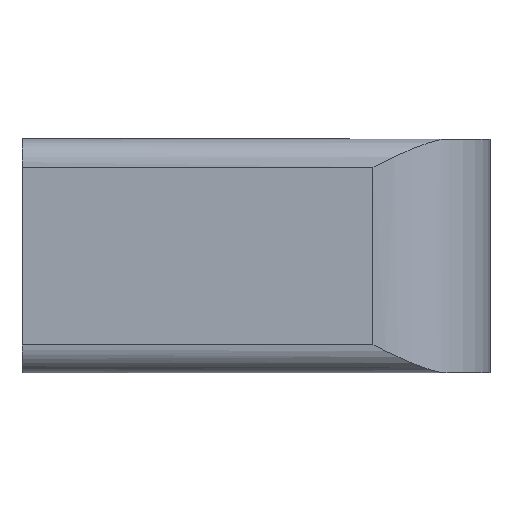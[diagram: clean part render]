
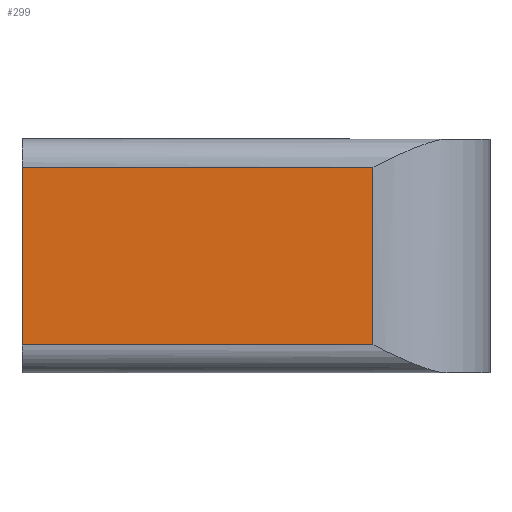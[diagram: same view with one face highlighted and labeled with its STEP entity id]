
A CAD part, left-side view. The second image highlights one B-rep face of the part: STEP entity #299.
In plain terms, the highlighted planar face has unit normal (-1, 0, 0).
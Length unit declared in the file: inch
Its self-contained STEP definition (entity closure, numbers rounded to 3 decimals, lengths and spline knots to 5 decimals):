
#13 = CARTESIAN_POINT ( 'NONE',  ( 0., 0.25, -0.06 ) ) ;
#24 = EDGE_CURVE ( 'NONE', #1265, #599, #624, .T. ) ;
#32 = ORIENTED_EDGE ( 'NONE', *, *, #247, .T. ) ;
#67 = VECTOR ( 'NONE', #1216, 39.37008 ) ;
#72 = DIRECTION ( 'NONE',  ( 0., -1., 0. ) ) ;
#247 = EDGE_CURVE ( 'NONE', #885, #922, #970, .T. ) ;
#252 = CARTESIAN_POINT ( 'NONE',  ( 0., 0.25, -0.06 ) ) ;
#265 = CARTESIAN_POINT ( 'NONE',  ( 0., 1., 0. ) ) ;
#299 = ADVANCED_FACE ( 'NONE', ( #874 ), #376, .F. ) ;
#361 = EDGE_CURVE ( 'NONE', #922, #1265, #663, .T. ) ;
#376 = PLANE ( 'NONE',  #1025 ) ;
#430 = EDGE_LOOP ( 'NONE', ( #32, #1285, #1197, #675 ) ) ;
#450 = CARTESIAN_POINT ( 'NONE',  ( 0., 1., 0. ) ) ;
#599 = VERTEX_POINT ( 'NONE', #1014 ) ;
#624 = LINE ( 'NONE', #815, #67 ) ;
#628 = DIRECTION ( 'NONE',  ( 0., 0., 1. ) ) ;
#641 = VECTOR ( 'NONE', #628, 39.37008 ) ;
#655 = CARTESIAN_POINT ( 'NONE',  ( 0., 1., -0.44 ) ) ;
#663 = LINE ( 'NONE', #13, #899 ) ;
#675 = ORIENTED_EDGE ( 'NONE', *, *, #1231, .F. ) ;
#777 = DIRECTION ( 'NONE',  ( 1., 0., 0. ) ) ;
#815 = CARTESIAN_POINT ( 'NONE',  ( 0., 1., -0.06 ) ) ;
#874 = FACE_OUTER_BOUND ( 'NONE', #430, .T. ) ;
#878 = DIRECTION ( 'NONE',  ( 0., 0., -1. ) ) ;
#885 = VERTEX_POINT ( 'NONE', #943 ) ;
#899 = VECTOR ( 'NONE', #1101, 39.37008 ) ;
#922 = VERTEX_POINT ( 'NONE', #1163 ) ;
#933 = VECTOR ( 'NONE', #72, 39.37008 ) ;
#937 = LINE ( 'NONE', #450, #641 ) ;
#943 = CARTESIAN_POINT ( 'NONE',  ( 0., 1., -0.44 ) ) ;
#970 = LINE ( 'NONE', #655, #933 ) ;
#1014 = CARTESIAN_POINT ( 'NONE',  ( 0., 1., -0.06 ) ) ;
#1025 = AXIS2_PLACEMENT_3D ( 'NONE', #265, #777, #878 ) ;
#1101 = DIRECTION ( 'NONE',  ( 0., 0., 1. ) ) ;
#1163 = CARTESIAN_POINT ( 'NONE',  ( 0., 0.25, -0.44 ) ) ;
#1197 = ORIENTED_EDGE ( 'NONE', *, *, #24, .T. ) ;
#1216 = DIRECTION ( 'NONE',  ( 0., 1., 0. ) ) ;
#1231 = EDGE_CURVE ( 'NONE', #885, #599, #937, .T. ) ;
#1265 = VERTEX_POINT ( 'NONE', #252 ) ;
#1285 = ORIENTED_EDGE ( 'NONE', *, *, #361, .T. ) ;
